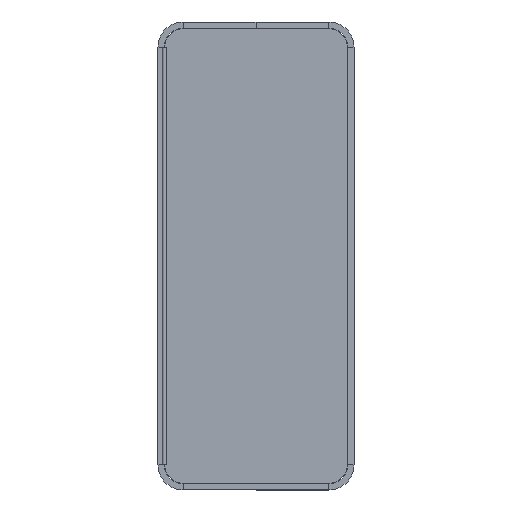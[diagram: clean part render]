
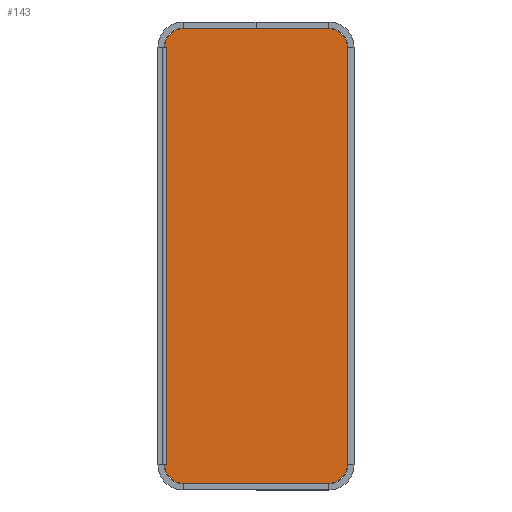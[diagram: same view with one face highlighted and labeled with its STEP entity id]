
A CAD part, top view. The second image highlights one B-rep face of the part: STEP entity #143.
In plain terms, the highlighted planar face has unit normal (0, 0, 1).
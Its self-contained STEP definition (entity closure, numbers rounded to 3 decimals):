
#1 = DIRECTION ( 'NONE',  ( 0., 0., -1. ) ) ;
#9 = EDGE_CURVE ( 'NONE', #902, #44, #609, .T. ) ;
#20 = ORIENTED_EDGE ( 'NONE', *, *, #627, .F. ) ;
#23 = AXIS2_PLACEMENT_3D ( 'NONE', #1964, #1553, #1955 ) ;
#25 = VERTEX_POINT ( 'NONE', #525 ) ;
#44 = VERTEX_POINT ( 'NONE', #1104 ) ;
#48 = CARTESIAN_POINT ( 'NONE',  ( 308., 705., 25. ) ) ;
#109 = AXIS2_PLACEMENT_3D ( 'NONE', #569, #1, #389 ) ;
#125 = ORIENTED_EDGE ( 'NONE', *, *, #1776, .F. ) ;
#143 = ADVANCED_FACE ( 'NONE', ( #957 ), #936, .F. ) ;
#147 = CIRCLE ( 'NONE', #1908, 62. ) ;
#148 = VERTEX_POINT ( 'NONE', #1888 ) ;
#166 = LINE ( 'NONE', #2387, #1868 ) ;
#191 = EDGE_CURVE ( 'NONE', #532, #148, #1115, .T. ) ;
#249 = DIRECTION ( 'NONE',  ( 0., 0., -1. ) ) ;
#389 = DIRECTION ( 'NONE',  ( -1., 0., 0. ) ) ;
#460 = EDGE_LOOP ( 'NONE', ( #2150, #814, #2155, #1712, #20, #2020, #125, #1369 ) ) ;
#483 = EDGE_CURVE ( 'NONE', #25, #759, #147, .T. ) ;
#519 = CARTESIAN_POINT ( 'NONE',  ( -308., -705., 25. ) ) ;
#525 = CARTESIAN_POINT ( 'NONE',  ( -246., -767., 25. ) ) ;
#532 = VERTEX_POINT ( 'NONE', #933 ) ;
#547 = VECTOR ( 'NONE', #2089, 1000. ) ;
#569 = CARTESIAN_POINT ( 'NONE',  ( -246., 705., 25. ) ) ;
#609 = LINE ( 'NONE', #1147, #1598 ) ;
#627 = EDGE_CURVE ( 'NONE', #148, #1658, #2323, .T. ) ;
#688 = DIRECTION ( 'NONE',  ( -1., 0., 0. ) ) ;
#700 = CARTESIAN_POINT ( 'NONE',  ( 246., 705., 25. ) ) ;
#732 = DIRECTION ( 'NONE',  ( -1., 0., 0. ) ) ;
#759 = VERTEX_POINT ( 'NONE', #519 ) ;
#814 = ORIENTED_EDGE ( 'NONE', *, *, #1254, .F. ) ;
#862 = CARTESIAN_POINT ( 'NONE',  ( -246., -705., 25. ) ) ;
#902 = VERTEX_POINT ( 'NONE', #963 ) ;
#933 = CARTESIAN_POINT ( 'NONE',  ( 308., 705., 25. ) ) ;
#936 = PLANE ( 'NONE',  #109 ) ;
#957 = FACE_OUTER_BOUND ( 'NONE', #460, .T. ) ;
#963 = CARTESIAN_POINT ( 'NONE',  ( -246., 767., 25. ) ) ;
#1096 = LINE ( 'NONE', #1511, #1940 ) ;
#1101 = DIRECTION ( 'NONE',  ( -1., 0., 0. ) ) ;
#1104 = CARTESIAN_POINT ( 'NONE',  ( 246., 767., 25. ) ) ;
#1115 = LINE ( 'NONE', #48, #547 ) ;
#1147 = CARTESIAN_POINT ( 'NONE',  ( -246., 767., 25. ) ) ;
#1185 = DIRECTION ( 'NONE',  ( -1., 0., 0. ) ) ;
#1193 = AXIS2_PLACEMENT_3D ( 'NONE', #700, #1845, #688 ) ;
#1226 = CARTESIAN_POINT ( 'NONE',  ( 246., -767., 25. ) ) ;
#1237 = CIRCLE ( 'NONE', #23, 62. ) ;
#1254 = EDGE_CURVE ( 'NONE', #759, #1533, #166, .T. ) ;
#1369 = ORIENTED_EDGE ( 'NONE', *, *, #9, .F. ) ;
#1374 = CARTESIAN_POINT ( 'NONE',  ( 246., -705., 25. ) ) ;
#1476 = DIRECTION ( 'NONE',  ( 0., 1., 0. ) ) ;
#1503 = CARTESIAN_POINT ( 'NONE',  ( -308., 705., 25. ) ) ;
#1511 = CARTESIAN_POINT ( 'NONE',  ( -246., -767., 25. ) ) ;
#1533 = VERTEX_POINT ( 'NONE', #1503 ) ;
#1553 = DIRECTION ( 'NONE',  ( 0., 0., -1. ) ) ;
#1598 = VECTOR ( 'NONE', #1891, 1000. ) ;
#1658 = VERTEX_POINT ( 'NONE', #1226 ) ;
#1712 = ORIENTED_EDGE ( 'NONE', *, *, #2372, .F. ) ;
#1776 = EDGE_CURVE ( 'NONE', #44, #532, #2235, .T. ) ;
#1791 = AXIS2_PLACEMENT_3D ( 'NONE', #1374, #249, #1185 ) ;
#1845 = DIRECTION ( 'NONE',  ( 0., 0., -1. ) ) ;
#1868 = VECTOR ( 'NONE', #1476, 1000. ) ;
#1888 = CARTESIAN_POINT ( 'NONE',  ( 308., -705., 25. ) ) ;
#1891 = DIRECTION ( 'NONE',  ( 1., 0., 0. ) ) ;
#1908 = AXIS2_PLACEMENT_3D ( 'NONE', #862, #2361, #1101 ) ;
#1940 = VECTOR ( 'NONE', #732, 1000. ) ;
#1955 = DIRECTION ( 'NONE',  ( -1., 0., 0. ) ) ;
#1964 = CARTESIAN_POINT ( 'NONE',  ( -246., 705., 25. ) ) ;
#2020 = ORIENTED_EDGE ( 'NONE', *, *, #191, .F. ) ;
#2070 = EDGE_CURVE ( 'NONE', #1533, #902, #1237, .T. ) ;
#2089 = DIRECTION ( 'NONE',  ( 0., -1., 0. ) ) ;
#2150 = ORIENTED_EDGE ( 'NONE', *, *, #2070, .F. ) ;
#2155 = ORIENTED_EDGE ( 'NONE', *, *, #483, .F. ) ;
#2235 = CIRCLE ( 'NONE', #1193, 62. ) ;
#2323 = CIRCLE ( 'NONE', #1791, 62. ) ;
#2361 = DIRECTION ( 'NONE',  ( 0., 0., -1. ) ) ;
#2372 = EDGE_CURVE ( 'NONE', #1658, #25, #1096, .T. ) ;
#2387 = CARTESIAN_POINT ( 'NONE',  ( -308., 705., 25. ) ) ;
